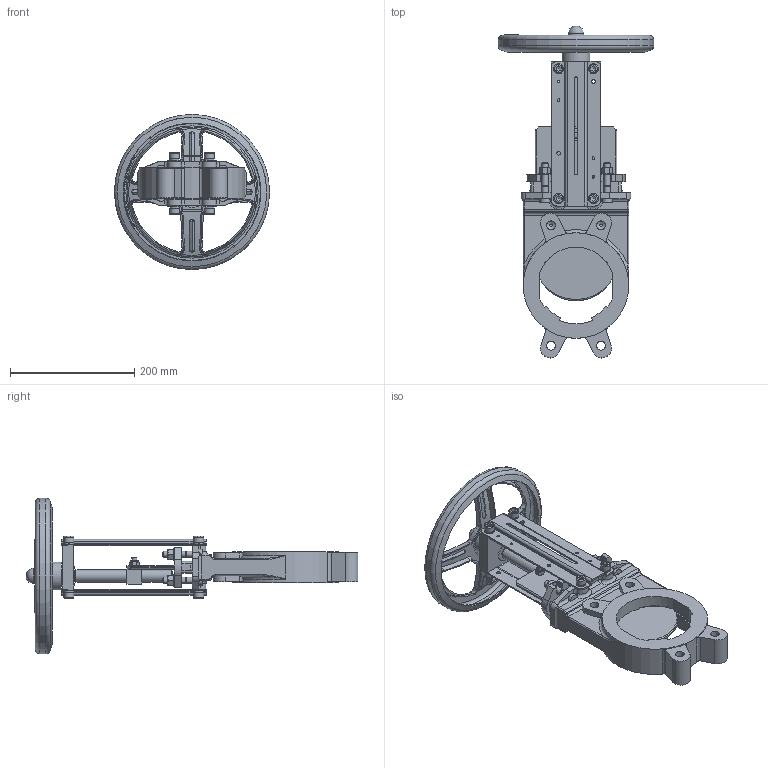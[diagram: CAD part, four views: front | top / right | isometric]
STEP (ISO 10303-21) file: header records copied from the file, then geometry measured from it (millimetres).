
FILE_DESCRIPTION(/* description */ ('178125'),/* implementation_level */ '2;1');
FILE_NAME(/* name */ '178125.stp',/* time_stamp */ '2019-02-18T11:35:55+01:00',/* author */ ('jmorand'),/* organization */ ('Sferaco'),/* preprocessor_version */ 'ST-DEVELOPER v17',/* originating_system */ 'Autodesk Inventor 2019',/* authorisation */ '');
FILE_SCHEMA (('AUTOMOTIVE_DESIGN { 1 0 10303 214 3 1 1 }'));
Length unit declared in the file: millimetre
Products named in the file (1): 178125
Bounding box: 250 x 534.65 x 250 mm (x, y, z)
Volume: 1927826.1 mm3; surface area: 479559.7 mm2
Topology: 33 solids, 48 shells, 1647 faces, 4395 edges, 2906 vertices
Faces by surface type: plane 804, cylinder 356, cone 210, bspline 210, torus 58, sphere 9
Full cylindrical faces by diameter (mm): 3.5 x2, 4 x2, 4.2 x6, 5 x1, 6 x6, 6.5 x1, 8 x4, 8.5 x24, 9 x4, 10 x21, 10.5 x12, 13 x4, 14 x8, 15.5 x1, 16 x8, 20 x6, 25 x1, 30 x1, 35 x1, 45 x1, 170 x1, 246 x1, 250 x1
Entity records: 57046 total; most frequent: CARTESIAN_POINT 16116, ORIENTED_EDGE 8724, DIRECTION 7630, EDGE_CURVE 4362, VERTEX_POINT 2906, AXIS2_PLACEMENT_3D 2786, LINE 2058, VECTOR 2058
